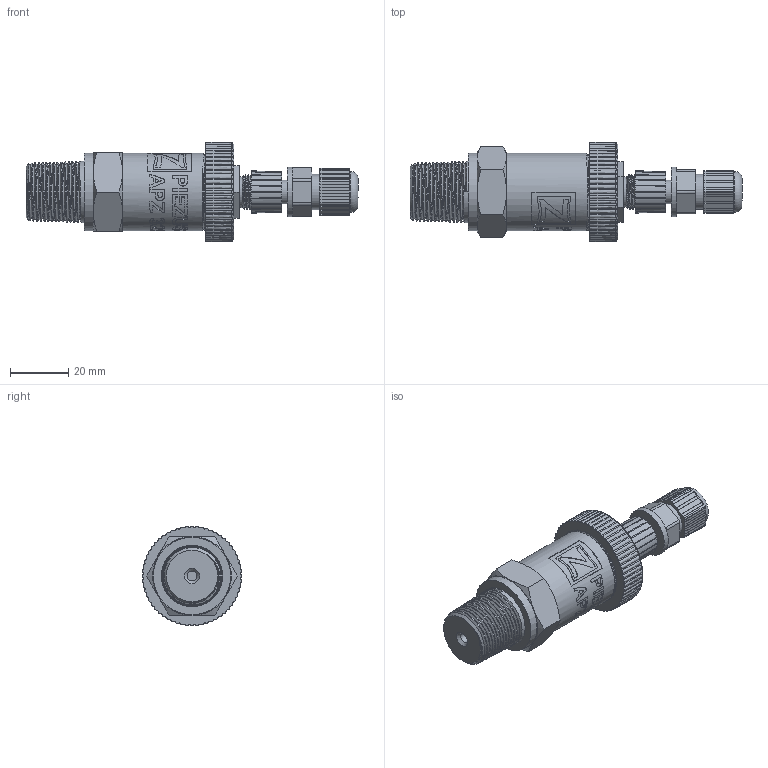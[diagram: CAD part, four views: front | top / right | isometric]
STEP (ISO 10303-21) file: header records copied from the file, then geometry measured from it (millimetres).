
FILE_DESCRIPTION(/* description */ (''),/* implementation_level */ '2;1');
FILE_NAME(/* name */ 'APZ3230_1''2NPT_M12x1-straight.step',/* time_stamp */ '2021-06-24T09:30:50+03:00',/* author */ (''),/* organization */ (''),/* preprocessor_version */ 'ST-DEVELOPER v18.1',/* originating_system */ 'Autodesk Translation Framework v10.9.0.1377',/* authorisation */ '');
FILE_SCHEMA (('AUTOMOTIVE_DESIGN { 1 0 10303 214 3 1 1 }'));
Products named in the file (6): APZ3230_1'2NPT_M12x1-straight; 1/2 NPT; OMAL nut M27x1.5 v8; M12x1 male v16; Ш100.000.002 v4; M12x1 female straight v9
Assembly tree (5 placements, depth 2):
  APZ3230_1'2NPT_M12x1-straight
    1/2 NPT
    OMAL nut M27x1.5 v8
    M12x1 male v16
    Ш100.000.002 v4
    M12x1 female straight v9
Bounding box: 113.55 x 34 x 34 mm (x, y, z)
Volume: 45484 mm3; surface area: 19272.6 mm2
Topology: 16 solids, 16 shells, 935 faces, 2597 edges, 1734 vertices
Faces by surface type: bspline 474, plane 265, cylinder 129, cone 63, torus 4
Full cylindrical faces by diameter (mm): 1 x12, 1.5 x4, 3.3 x1, 7.3 x1, 8 x3, 8.2 x1, 10.293 x1, 10.6 x2, 10.741 x6, 11.884 x5, 12 x1, 14 x2, 14.137 x4, 14.526 x3, 15.85 x3, 16.203 x3, 17 x1, 21.4 x2, 22.3 x1, 22.4 x1, 24.5 x1, 25.132 x4, 25.526 x4, 26.5 x6, 27.208 x5
Entity records: 69204 total; most frequent: CARTESIAN_POINT 48169, ORIENTED_EDGE 5194, DIRECTION 2849, EDGE_CURVE 2597, VERTEX_POINT 1734, LINE 1197, VECTOR 1197, B_SPLINE_CURVE_WITH_KNOTS 1021
